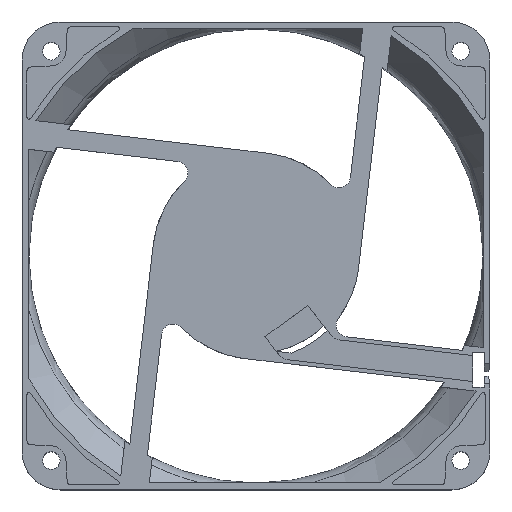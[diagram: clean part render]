
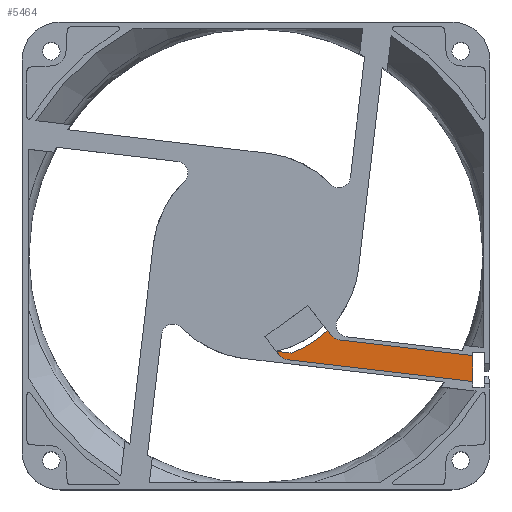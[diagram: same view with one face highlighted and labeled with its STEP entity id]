
A CAD part, top view. The second image highlights one B-rep face of the part: STEP entity #5464.
In plain terms, the highlighted planar face has unit normal (0, 0, 1).
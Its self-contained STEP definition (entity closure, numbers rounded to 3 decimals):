
#162 = ORIENTED_EDGE ( 'NONE', *, *, #13149, .F. ) ;
#380 = EDGE_CURVE ( 'NONE', #11316, #9664, #11906, .T. ) ;
#425 = VECTOR ( 'NONE', #9859, 1000. ) ;
#446 = DIRECTION ( 'NONE',  ( 1., 0., 0. ) ) ;
#493 = PLANE ( 'NONE',  #4094 ) ;
#641 = CARTESIAN_POINT ( 'NONE',  ( 55.55, -32.215, -3. ) ) ;
#739 = CARTESIAN_POINT ( 'NONE',  ( 9.004, -24.924, -3. ) ) ;
#951 = EDGE_CURVE ( 'NONE', #4675, #11316, #5442, .T. ) ;
#1308 = LINE ( 'NONE', #6505, #425 ) ;
#1398 = CARTESIAN_POINT ( 'NONE',  ( 55.55, -25.57, -3. ) ) ;
#1948 = CARTESIAN_POINT ( 'NONE',  ( 6.065, -25.519, -3. ) ) ;
#2175 = ORIENTED_EDGE ( 'NONE', *, *, #9951, .T. ) ;
#2414 = LINE ( 'NONE', #11519, #5496 ) ;
#2600 = DIRECTION ( 'NONE',  ( -0.993, 0.117, 0. ) ) ;
#2666 = CARTESIAN_POINT ( 'NONE',  ( 21.748, -18.57, -3. ) ) ;
#2757 = EDGE_CURVE ( 'NONE', #11138, #4289, #6399, .T. ) ;
#2979 = CARTESIAN_POINT ( 'NONE',  ( 0., 0., -3. ) ) ;
#3548 = EDGE_CURVE ( 'NONE', #9664, #11138, #8250, .T. ) ;
#3734 = CARTESIAN_POINT ( 'NONE',  ( 55.55, 0., -3. ) ) ;
#4094 = AXIS2_PLACEMENT_3D ( 'NONE', #9294, #6055, #446 ) ;
#4099 = VECTOR ( 'NONE', #7728, 1000. ) ;
#4289 = VERTEX_POINT ( 'NONE', #9373 ) ;
#4604 = AXIS2_PLACEMENT_3D ( 'NONE', #6189, #4981, #6040 ) ;
#4675 = VERTEX_POINT ( 'NONE', #10392 ) ;
#4981 = DIRECTION ( 'NONE',  ( 0., 0., 1. ) ) ;
#5061 = ORIENTED_EDGE ( 'NONE', *, *, #10201, .T. ) ;
#5176 = AXIS2_PLACEMENT_3D ( 'NONE', #2666, #13503, #8103 ) ;
#5442 = LINE ( 'NONE', #11986, #4099 ) ;
#5464 = ADVANCED_FACE ( 'NONE', ( #6552 ), #493, .T. ) ;
#5496 = VECTOR ( 'NONE', #6118, 1000. ) ;
#5735 = VECTOR ( 'NONE', #2600, 1000. ) ;
#6040 = DIRECTION ( 'NONE',  ( 1., 0., 0. ) ) ;
#6055 = DIRECTION ( 'NONE',  ( 0., 0., 1. ) ) ;
#6118 = DIRECTION ( 'NONE',  ( -0.993, 0.117, 0. ) ) ;
#6189 = CARTESIAN_POINT ( 'NONE',  ( 8.408, -23.645, -3. ) ) ;
#6284 = EDGE_CURVE ( 'NONE', #8166, #6288, #11842, .T. ) ;
#6288 = VERTEX_POINT ( 'NONE', #739 ) ;
#6399 = LINE ( 'NONE', #3734, #11187 ) ;
#6505 = CARTESIAN_POINT ( 'NONE',  ( 19.405, -20.444, -3. ) ) ;
#6552 = FACE_OUTER_BOUND ( 'NONE', #11276, .T. ) ;
#6693 = ORIENTED_EDGE ( 'NONE', *, *, #12274, .T. ) ;
#6824 = ORIENTED_EDGE ( 'NONE', *, *, #380, .T. ) ;
#6848 = DIRECTION ( 'NONE',  ( 0., 1., 0. ) ) ;
#6900 = CARTESIAN_POINT ( 'NONE',  ( 8.057, -26.625, -3. ) ) ;
#7531 = VERTEX_POINT ( 'NONE', #9564 ) ;
#7728 = DIRECTION ( 'NONE',  ( 0.625, -0.781, 0. ) ) ;
#7878 = ORIENTED_EDGE ( 'NONE', *, *, #951, .T. ) ;
#8103 = DIRECTION ( 'NONE',  ( 1., 0., 0. ) ) ;
#8166 = VERTEX_POINT ( 'NONE', #13639 ) ;
#8250 = LINE ( 'NONE', #10929, #10642 ) ;
#9214 = VERTEX_POINT ( 'NONE', #9338 ) ;
#9294 = CARTESIAN_POINT ( 'NONE',  ( 0., 0., -3. ) ) ;
#9338 = CARTESIAN_POINT ( 'NONE',  ( 21.397, -21.549, -3. ) ) ;
#9373 = CARTESIAN_POINT ( 'NONE',  ( 55.55, -25.57, -3. ) ) ;
#9375 = CIRCLE ( 'NONE', #5176, 3. ) ;
#9564 = CARTESIAN_POINT ( 'NONE',  ( 19.405, -20.444, -3. ) ) ;
#9664 = VERTEX_POINT ( 'NONE', #6900 ) ;
#9859 = DIRECTION ( 'NONE',  ( -0.625, 0.781, 0. ) ) ;
#9951 = EDGE_CURVE ( 'NONE', #7531, #8166, #1308, .T. ) ;
#10201 = EDGE_CURVE ( 'NONE', #4289, #9214, #11046, .T. ) ;
#10392 = CARTESIAN_POINT ( 'NONE',  ( 5.234, -24.48, -3. ) ) ;
#10442 = ORIENTED_EDGE ( 'NONE', *, *, #6284, .T. ) ;
#10597 = DIRECTION ( 'NONE',  ( 0., 0., -1. ) ) ;
#10642 = VECTOR ( 'NONE', #11834, 1000. ) ;
#10688 = DIRECTION ( 'NONE',  ( 1., 0., 0. ) ) ;
#10929 = CARTESIAN_POINT ( 'NONE',  ( 8.057, -26.625, -3. ) ) ;
#11019 = AXIS2_PLACEMENT_3D ( 'NONE', #2979, #10597, #10688 ) ;
#11046 = LINE ( 'NONE', #1398, #5735 ) ;
#11128 = ORIENTED_EDGE ( 'NONE', *, *, #2757, .T. ) ;
#11138 = VERTEX_POINT ( 'NONE', #641 ) ;
#11187 = VECTOR ( 'NONE', #6848, 1000. ) ;
#11276 = EDGE_LOOP ( 'NONE', ( #10442, #6693, #7878, #6824, #12480, #11128, #5061, #162, #2175 ) ) ;
#11316 = VERTEX_POINT ( 'NONE', #1948 ) ;
#11519 = CARTESIAN_POINT ( 'NONE',  ( 9.004, -24.924, -3. ) ) ;
#11834 = DIRECTION ( 'NONE',  ( 0.993, -0.117, 0. ) ) ;
#11842 = CIRCLE ( 'NONE', #11019, 26.5 ) ;
#11906 = CIRCLE ( 'NONE', #4604, 3. ) ;
#11986 = CARTESIAN_POINT ( 'NONE',  ( 5.234, -24.48, -3. ) ) ;
#12274 = EDGE_CURVE ( 'NONE', #6288, #4675, #2414, .T. ) ;
#12480 = ORIENTED_EDGE ( 'NONE', *, *, #3548, .T. ) ;
#13149 = EDGE_CURVE ( 'NONE', #7531, #9214, #9375, .T. ) ;
#13503 = DIRECTION ( 'NONE',  ( 0., 0., 1. ) ) ;
#13639 = CARTESIAN_POINT ( 'NONE',  ( 18.347, -19.121, -3. ) ) ;
